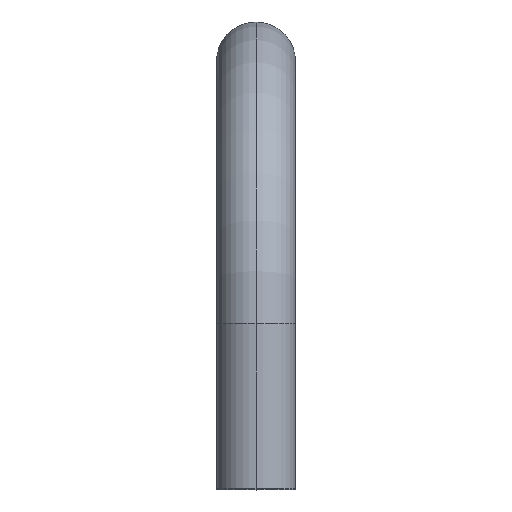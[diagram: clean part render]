
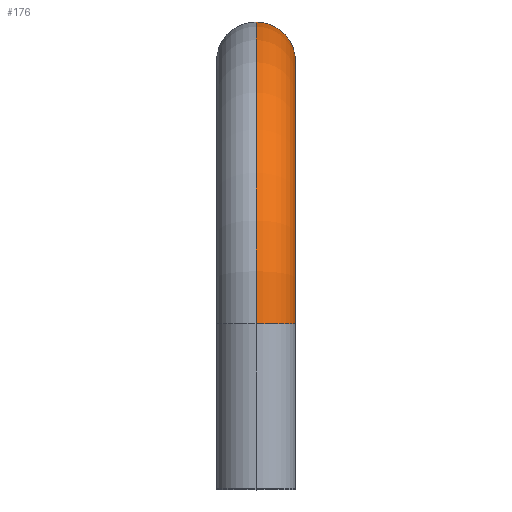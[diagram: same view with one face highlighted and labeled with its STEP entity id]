
A CAD part, top view. The second image highlights one B-rep face of the part: STEP entity #176.
In plain terms, the highlighted toroidal (fillet/blend) face has major radius 40 mm and minor radius 6 mm.
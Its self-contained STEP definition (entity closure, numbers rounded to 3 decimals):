
#23 = DIRECTION ( 'NONE',  ( 1., 0., 0. ) ) ;
#29 = AXIS2_PLACEMENT_3D ( 'NONE', #178, #572, #224 ) ;
#30 = DIRECTION ( 'NONE',  ( 0., 0., -1. ) ) ;
#41 = CIRCLE ( 'NONE', #612, 6. ) ;
#46 = EDGE_CURVE ( 'NONE', #200, #164, #272, .T. ) ;
#98 = TOROIDAL_SURFACE ( 'NONE', #618, 40., 6. ) ;
#148 = CIRCLE ( 'NONE', #512, 46. ) ;
#164 = VERTEX_POINT ( 'NONE', #220 ) ;
#173 = ORIENTED_EDGE ( 'NONE', *, *, #417, .T. ) ;
#176 = ADVANCED_FACE ( 'NONE', ( #402 ), #98, .T. ) ;
#178 = CARTESIAN_POINT ( 'NONE',  ( 0., 25., 30. ) ) ;
#189 = ORIENTED_EDGE ( 'NONE', *, *, #591, .T. ) ;
#200 = VERTEX_POINT ( 'NONE', #302 ) ;
#202 = EDGE_CURVE ( 'NONE', #288, #200, #594, .T. ) ;
#206 = CIRCLE ( 'NONE', #411, 6. ) ;
#215 = DIRECTION ( 'NONE',  ( 0., 0., -1. ) ) ;
#220 = CARTESIAN_POINT ( 'NONE',  ( 0., 25., 64. ) ) ;
#224 = DIRECTION ( 'NONE',  ( 0., 0., -1. ) ) ;
#241 = EDGE_LOOP ( 'NONE', ( #550, #189, #173, #496, #399 ) ) ;
#271 = DIRECTION ( 'NONE',  ( 1., 0., 0. ) ) ;
#272 = CIRCLE ( 'NONE', #29, 34. ) ;
#288 = VERTEX_POINT ( 'NONE', #534 ) ;
#302 = CARTESIAN_POINT ( 'NONE',  ( 0., 59., 30. ) ) ;
#304 = DIRECTION ( 'NONE',  ( 0., 0., 1. ) ) ;
#307 = CARTESIAN_POINT ( 'NONE',  ( 0., 25., 76. ) ) ;
#310 = VERTEX_POINT ( 'NONE', #489 ) ;
#362 = DIRECTION ( 'NONE',  ( 0., 1., 0. ) ) ;
#372 = CARTESIAN_POINT ( 'NONE',  ( 0., 25., 30. ) ) ;
#399 = ORIENTED_EDGE ( 'NONE', *, *, #202, .F. ) ;
#402 = FACE_OUTER_BOUND ( 'NONE', #241, .T. ) ;
#411 = AXIS2_PLACEMENT_3D ( 'NONE', #510, #215, #605 ) ;
#417 = EDGE_CURVE ( 'NONE', #471, #164, #41, .T. ) ;
#438 = AXIS2_PLACEMENT_3D ( 'NONE', #501, #505, #608 ) ;
#449 = DIRECTION ( 'NONE',  ( 0., 0., -1. ) ) ;
#471 = VERTEX_POINT ( 'NONE', #307 ) ;
#481 = EDGE_CURVE ( 'NONE', #310, #288, #206, .T. ) ;
#489 = CARTESIAN_POINT ( 'NONE',  ( 0., 71., 30. ) ) ;
#496 = ORIENTED_EDGE ( 'NONE', *, *, #46, .F. ) ;
#501 = CARTESIAN_POINT ( 'NONE',  ( 0., 65., 30. ) ) ;
#505 = DIRECTION ( 'NONE',  ( 0., 0., -1. ) ) ;
#510 = CARTESIAN_POINT ( 'NONE',  ( 0., 65., 30. ) ) ;
#512 = AXIS2_PLACEMENT_3D ( 'NONE', #372, #271, #30 ) ;
#534 = CARTESIAN_POINT ( 'NONE',  ( 6., 65., 30. ) ) ;
#550 = ORIENTED_EDGE ( 'NONE', *, *, #481, .F. ) ;
#558 = CARTESIAN_POINT ( 'NONE',  ( 0., 25., 70. ) ) ;
#563 = CARTESIAN_POINT ( 'NONE',  ( 0., 25., 30. ) ) ;
#572 = DIRECTION ( 'NONE',  ( 1., 0., 0. ) ) ;
#591 = EDGE_CURVE ( 'NONE', #310, #471, #148, .T. ) ;
#594 = CIRCLE ( 'NONE', #438, 6. ) ;
#605 = DIRECTION ( 'NONE',  ( 0., 1., 0. ) ) ;
#608 = DIRECTION ( 'NONE',  ( 0., 1., 0. ) ) ;
#612 = AXIS2_PLACEMENT_3D ( 'NONE', #558, #362, #304 ) ;
#618 = AXIS2_PLACEMENT_3D ( 'NONE', #563, #23, #449 ) ;
